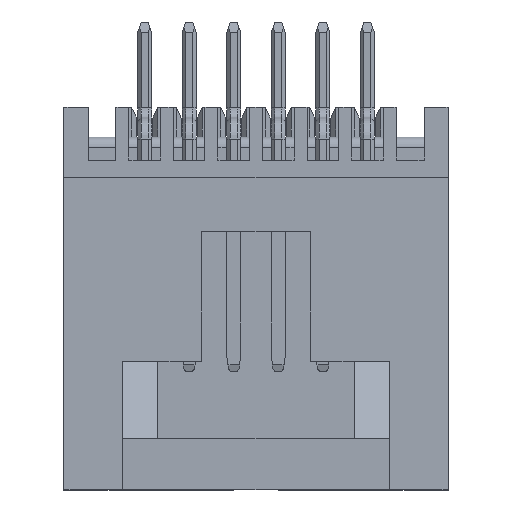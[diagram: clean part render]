
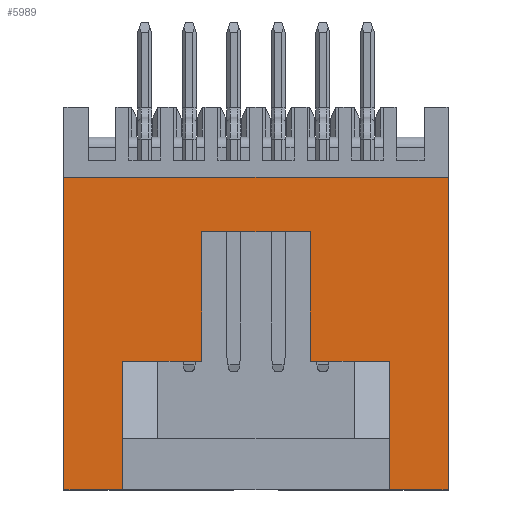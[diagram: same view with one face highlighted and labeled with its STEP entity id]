
A CAD part, top view. The second image highlights one B-rep face of the part: STEP entity #5989.
In plain terms, the highlighted planar face has unit normal (0, 0, 1).
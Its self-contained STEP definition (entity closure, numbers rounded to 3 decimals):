
#37=CARTESIAN_POINT('',(1.55,-6.24,2.4));
#38=VERTEX_POINT('',#37);
#45=CARTESIAN_POINT('',(1.55,-2.54,2.4));
#46=VERTEX_POINT('',#45);
#47=CARTESIAN_POINT('',(1.55,-6.24,2.4));
#48=DIRECTION('',(0.,1.,0.));
#49=VECTOR('',#48,3.7);
#50=LINE('',#47,#49);
#51=EDGE_CURVE('',#38,#46,#50,.T.);
#75=CARTESIAN_POINT('',(-1.55,-6.24,2.4));
#76=VERTEX_POINT('',#75);
#93=CARTESIAN_POINT('',(-1.55,-2.54,2.4));
#94=VERTEX_POINT('',#93);
#101=CARTESIAN_POINT('',(-1.55,-2.54,2.4));
#102=DIRECTION('',(0.,-1.,0.));
#103=VECTOR('',#102,3.7);
#104=LINE('',#101,#103);
#105=EDGE_CURVE('',#94,#76,#104,.T.);
#275=CARTESIAN_POINT('',(2.8,-6.24,2.4));
#276=VERTEX_POINT('',#275);
#277=CARTESIAN_POINT('',(2.8,-6.24,2.4));
#278=DIRECTION('',(-1.,0.,0.));
#279=VECTOR('',#278,1.25);
#280=LINE('',#277,#279);
#281=EDGE_CURVE('',#276,#38,#280,.T.);
#315=CARTESIAN_POINT('',(-2.8,-6.24,2.4));
#316=VERTEX_POINT('',#315);
#317=CARTESIAN_POINT('',(-1.55,-6.24,2.4));
#318=DIRECTION('',(-1.,0.,0.));
#319=VECTOR('',#318,1.25);
#320=LINE('',#317,#319);
#321=EDGE_CURVE('',#76,#316,#320,.T.);
#3290=CARTESIAN_POINT('',(3.8,-6.24,2.4));
#3291=VERTEX_POINT('',#3290);
#3292=CARTESIAN_POINT('',(3.8,-6.24,2.4));
#3293=CARTESIAN_POINT('',(3.6,-6.24,2.4));
#3294=CARTESIAN_POINT('',(3.4,-6.24,2.4));
#3295=CARTESIAN_POINT('',(3.2,-6.24,2.4));
#3296=CARTESIAN_POINT('',(3.,-6.24,2.4));
#3297=CARTESIAN_POINT('',(2.8,-6.24,2.4));
#3298=B_SPLINE_CURVE_WITH_KNOTS('',5,(#3292,#3293,#3294,#3295,#3296,#3297),.UNSPECIFIED.,.F.,.U.,(6,6),(0.,1.),.UNSPECIFIED.);
#3299=EDGE_CURVE('',#3291,#276,#3298,.T.);
#3330=CARTESIAN_POINT('',(3.8,-9.9,2.4));
#3331=VERTEX_POINT('',#3330);
#3332=CARTESIAN_POINT('',(3.8,-9.9,2.4));
#3333=CARTESIAN_POINT('',(3.8,-9.168,2.4));
#3334=CARTESIAN_POINT('',(3.8,-8.436,2.4));
#3335=CARTESIAN_POINT('',(3.8,-7.704,2.4));
#3336=CARTESIAN_POINT('',(3.8,-6.972,2.4));
#3337=CARTESIAN_POINT('',(3.8,-6.24,2.4));
#3338=B_SPLINE_CURVE_WITH_KNOTS('',5,(#3332,#3333,#3334,#3335,#3336,#3337),.UNSPECIFIED.,.F.,.U.,(6,6),(0.,3.66),.UNSPECIFIED.);
#3339=EDGE_CURVE('',#3331,#3291,#3338,.T.);
#3370=CARTESIAN_POINT('',(-3.8,-6.24,2.4));
#3371=VERTEX_POINT('',#3370);
#3372=CARTESIAN_POINT('',(-3.8,-9.9,2.4));
#3373=VERTEX_POINT('',#3372);
#3374=CARTESIAN_POINT('',(-3.8,-6.24,2.4));
#3375=CARTESIAN_POINT('',(-3.8,-6.972,2.4));
#3376=CARTESIAN_POINT('',(-3.8,-7.704,2.4));
#3377=CARTESIAN_POINT('',(-3.8,-8.436,2.4));
#3378=CARTESIAN_POINT('',(-3.8,-9.168,2.4));
#3379=CARTESIAN_POINT('',(-3.8,-9.9,2.4));
#3380=B_SPLINE_CURVE_WITH_KNOTS('',5,(#3374,#3375,#3376,#3377,#3378,#3379),.UNSPECIFIED.,.F.,.U.,(6,6),(0.,3.66),.UNSPECIFIED.);
#3381=EDGE_CURVE('',#3371,#3373,#3380,.T.);
#3422=CARTESIAN_POINT('',(-2.8,-6.24,2.4));
#3423=CARTESIAN_POINT('',(-3.,-6.24,2.4));
#3424=CARTESIAN_POINT('',(-3.2,-6.24,2.4));
#3425=CARTESIAN_POINT('',(-3.4,-6.24,2.4));
#3426=CARTESIAN_POINT('',(-3.6,-6.24,2.4));
#3427=CARTESIAN_POINT('',(-3.8,-6.24,2.4));
#3428=B_SPLINE_CURVE_WITH_KNOTS('',5,(#3422,#3423,#3424,#3425,#3426,#3427),.UNSPECIFIED.,.F.,.U.,(6,6),(0.,1.),.UNSPECIFIED.);
#3429=EDGE_CURVE('',#316,#3371,#3428,.T.);
#5154=CARTESIAN_POINT('',(1.55,-2.54,2.4));
#5155=DIRECTION('',(-1.,0.,0.));
#5156=VECTOR('',#5155,3.1);
#5157=LINE('',#5154,#5156);
#5158=EDGE_CURVE('',#46,#94,#5157,.T.);
#5605=CARTESIAN_POINT('',(5.475,-1.,2.4));
#5606=VERTEX_POINT('',#5605);
#5775=CARTESIAN_POINT('',(-5.475,-1.,2.4));
#5776=VERTEX_POINT('',#5775);
#5783=CARTESIAN_POINT('',(-5.475,-1.,2.4));
#5784=DIRECTION('',(1.,0.,0.));
#5785=VECTOR('',#5784,10.95);
#5786=LINE('',#5783,#5785);
#5787=EDGE_CURVE('',#5776,#5606,#5786,.T.);
#5944=CARTESIAN_POINT('',(0.,-5.451,2.4));
#5945=DIRECTION('',(-1.,0.,0.));
#5946=DIRECTION('',(0.,0.,1.));
#5947=AXIS2_PLACEMENT_3D('',#5944,#5946,#5945);
#5948=PLANE('',#5947);
#5949=CARTESIAN_POINT('',(-5.475,-9.9,2.4));
#5950=VERTEX_POINT('',#5949);
#5951=CARTESIAN_POINT('',(-5.475,-1.,2.4));
#5952=DIRECTION('',(0.,-1.,0.));
#5953=VECTOR('',#5952,8.9);
#5954=LINE('',#5951,#5953);
#5955=EDGE_CURVE('',#5776,#5950,#5954,.T.);
#5956=ORIENTED_EDGE('',*,*,#5955,.T.);
#5957=CARTESIAN_POINT('',(-5.475,-9.9,2.4));
#5958=DIRECTION('',(1.,0.,0.));
#5959=VECTOR('',#5958,1.675);
#5960=LINE('',#5957,#5959);
#5961=EDGE_CURVE('',#5950,#3373,#5960,.T.);
#5962=ORIENTED_EDGE('',*,*,#5961,.T.);
#5963=ORIENTED_EDGE('',*,*,#3381,.F.);
#5964=ORIENTED_EDGE('',*,*,#3429,.F.);
#5965=ORIENTED_EDGE('',*,*,#321,.F.);
#5966=ORIENTED_EDGE('',*,*,#105,.F.);
#5967=ORIENTED_EDGE('',*,*,#5158,.F.);
#5968=ORIENTED_EDGE('',*,*,#51,.F.);
#5969=ORIENTED_EDGE('',*,*,#281,.F.);
#5970=ORIENTED_EDGE('',*,*,#3299,.F.);
#5971=ORIENTED_EDGE('',*,*,#3339,.F.);
#5972=CARTESIAN_POINT('',(5.475,-9.9,2.4));
#5973=VERTEX_POINT('',#5972);
#5974=CARTESIAN_POINT('',(3.8,-9.9,2.4));
#5975=DIRECTION('',(1.,0.,0.));
#5976=VECTOR('',#5975,1.675);
#5977=LINE('',#5974,#5976);
#5978=EDGE_CURVE('',#3331,#5973,#5977,.T.);
#5979=ORIENTED_EDGE('',*,*,#5978,.T.);
#5980=CARTESIAN_POINT('',(5.475,-9.9,2.4));
#5981=DIRECTION('',(0.,1.,0.));
#5982=VECTOR('',#5981,8.9);
#5983=LINE('',#5980,#5982);
#5984=EDGE_CURVE('',#5973,#5606,#5983,.T.);
#5985=ORIENTED_EDGE('',*,*,#5984,.T.);
#5986=ORIENTED_EDGE('',*,*,#5787,.F.);
#5987=EDGE_LOOP('',(#5956,#5962,#5963,#5964,#5965,#5966,#5967,#5968,#5969,#5970,#5971,#5979,#5985,#5986));
#5988=FACE_OUTER_BOUND('',#5987,.T.);
#5989=ADVANCED_FACE('',(#5988),#5948,.T.);
